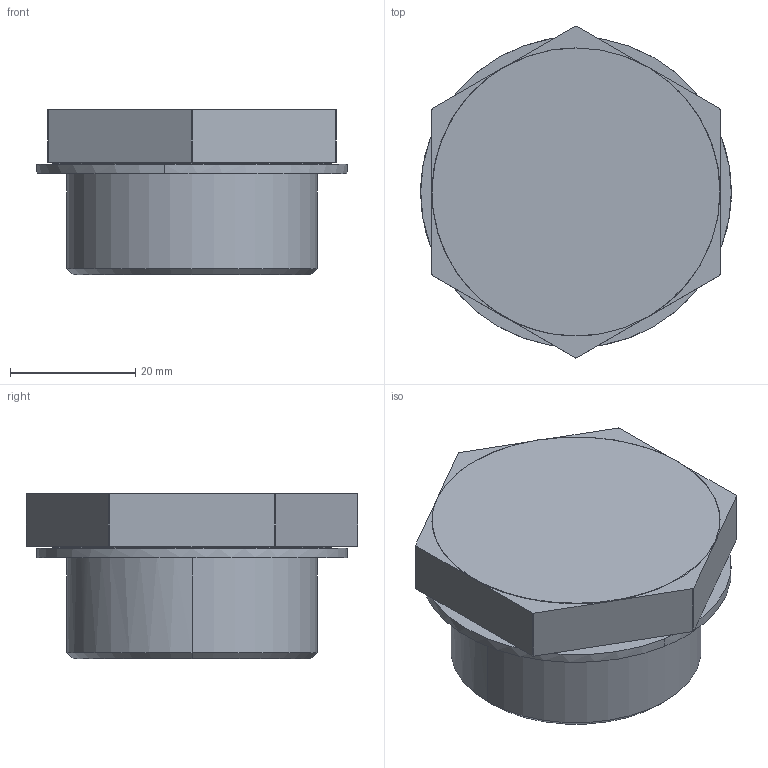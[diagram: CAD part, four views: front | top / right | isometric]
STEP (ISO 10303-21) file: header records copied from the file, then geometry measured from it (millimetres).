
FILE_DESCRIPTION(('CATIA V5 STEP Exchange','CAx-IF Rec.Pracs.--- Model Styling and Organization---1.4--- 2014-01-23'),'2;1');
FILE_NAME ('1932190-4_0', '2024-01-30T09:15:35+00:00', ('none'), ('Weidmueller'), 'CATIA Version 5-6 Release 2016 SP3 HF44', 'CATIA V5 STEP AP214', 'none');
FILE_SCHEMA(('AUTOMOTIVE_DESIGN { 1 0 10303 214 1 1 1 1 }'));
Length unit declared in the file: millimetre
Products named in the file (1): 2978930000_VP_M40_18_EX_CR_7J_BK
Bounding box: 49.61 x 53 x 26.5 mm (x, y, z)
Volume: 21788.8 mm3; surface area: 11435.8 mm2
Topology: 1 solids, 1 shells, 65 faces, 182 edges, 124 vertices
Faces by surface type: cylinder 29, plane 24, torus 8, bspline 2, cone 2
Entity records: 3578 total; most frequent: CARTESIAN_POINT 2021, ORIENTED_EDGE 364, DIRECTION 231, EDGE_CURVE 182, VERTEX_POINT 124, AXIS2_PLACEMENT_3D 120, EDGE_LOOP 74, ADVANCED_FACE 65
